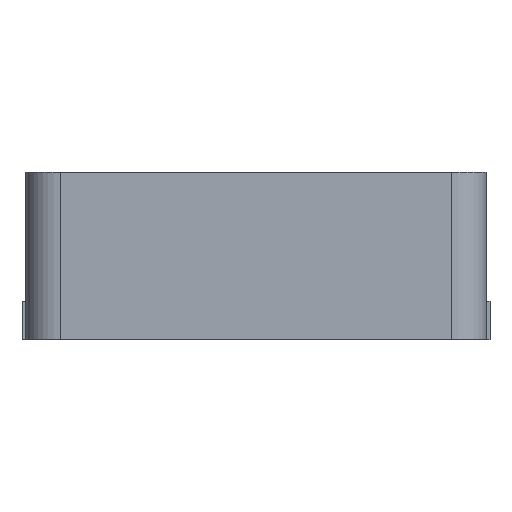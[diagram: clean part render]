
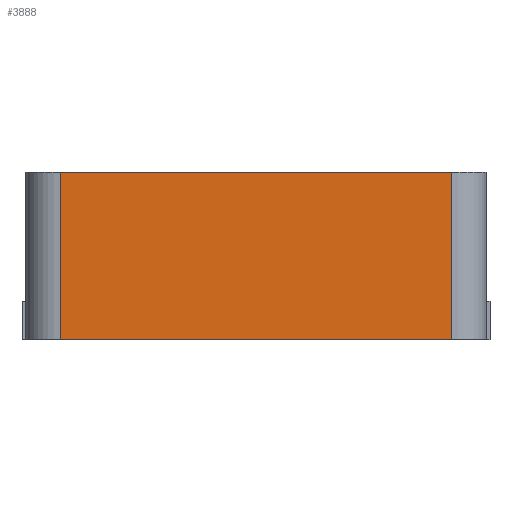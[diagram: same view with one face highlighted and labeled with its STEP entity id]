
A CAD part, front view. The second image highlights one B-rep face of the part: STEP entity #3888.
In plain terms, the highlighted planar face has unit normal (0, -1, 0).
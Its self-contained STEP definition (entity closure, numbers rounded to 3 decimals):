
#2519 = VERTEX_POINT('',#2520);
#2520 = CARTESIAN_POINT('',(-5.625,-6.3,
    4.81));
#2527 = EDGE_CURVE('',#2519,#2528,#2530,.T.);
#2528 = VERTEX_POINT('',#2529);
#2529 = CARTESIAN_POINT('',(5.625,-6.3,
    4.81));
#2530 = LINE('',#2531,#2532);
#2531 = CARTESIAN_POINT('',(-6.625,-6.3,
    4.81));
#2532 = VECTOR('',#2533,1.);
#2533 = DIRECTION('',(1.,0.,0.));
#3489 = EDGE_CURVE('',#3490,#3492,#3494,.T.);
#3490 = VERTEX_POINT('',#3491);
#3491 = CARTESIAN_POINT('',(-5.625,-6.3,
    0.01));
#3492 = VERTEX_POINT('',#3493);
#3493 = CARTESIAN_POINT('',(5.625,-6.3,
    0.01));
#3494 = LINE('',#3495,#3496);
#3495 = CARTESIAN_POINT('',(-6.625,-6.3,
    0.01));
#3496 = VECTOR('',#3497,1.);
#3497 = DIRECTION('',(1.,0.,0.));
#3888 = ADVANCED_FACE('',(#3889),#3905,.F.);
#3889 = FACE_BOUND('',#3890,.T.);
#3890 = EDGE_LOOP('',(#3891,#3892,#3898,#3899));
#3891 = ORIENTED_EDGE('',*,*,#2527,.F.);
#3892 = ORIENTED_EDGE('',*,*,#3893,.T.);
#3893 = EDGE_CURVE('',#2519,#3490,#3894,.T.);
#3894 = LINE('',#3895,#3896);
#3895 = CARTESIAN_POINT('',(-5.625,-6.3,
    4.81));
#3896 = VECTOR('',#3897,1.);
#3897 = DIRECTION('',(0.,0.,-1.));
#3898 = ORIENTED_EDGE('',*,*,#3489,.T.);
#3899 = ORIENTED_EDGE('',*,*,#3900,.T.);
#3900 = EDGE_CURVE('',#3492,#2528,#3901,.T.);
#3901 = LINE('',#3902,#3903);
#3902 = CARTESIAN_POINT('',(5.625,-6.3,
    4.81));
#3903 = VECTOR('',#3904,1.);
#3904 = DIRECTION('',(0.,0.,1.));
#3905 = PLANE('',#3906);
#3906 = AXIS2_PLACEMENT_3D('',#3907,#3908,#3909);
#3907 = CARTESIAN_POINT('',(-6.625,-6.3,
    4.81));
#3908 = DIRECTION('',(0.,1.,0.));
#3909 = DIRECTION('',(0.,-0.,1.));
